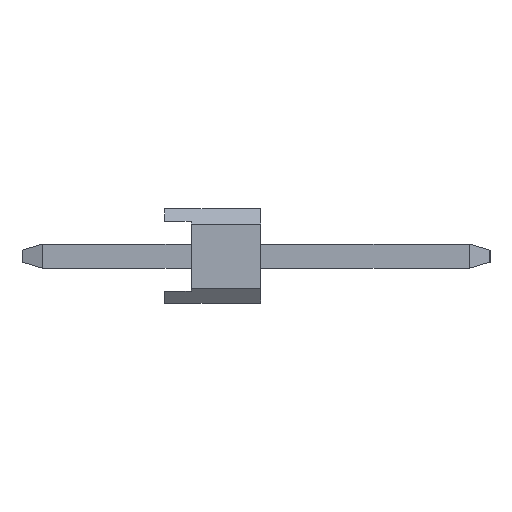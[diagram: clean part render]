
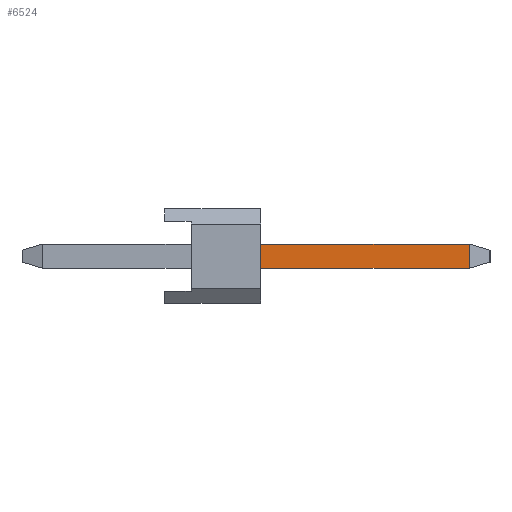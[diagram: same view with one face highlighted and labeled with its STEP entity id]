
A CAD part, left-side view. The second image highlights one B-rep face of the part: STEP entity #6524.
In plain terms, the highlighted planar face has unit normal (-1, 0, 0).
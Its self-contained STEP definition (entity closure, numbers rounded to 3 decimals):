
#4554=EDGE_CURVE('',#7262,#5832,#11177,.T.);
#4592=VERTEX_POINT('',#11218);
#4914=EDGE_CURVE('',#5832,#7226,#11573,.T.);
#5832=VERTEX_POINT('',#12583);
#6524=ADVANCED_FACE('',(#13337),#13338,.T.);
#7226=VERTEX_POINT('',#14125);
#7262=VERTEX_POINT('',#14165);
#7970=EDGE_CURVE('',#4592,#7262,#14958,.T.);
#8856=EDGE_CURVE('',#7226,#4592,#15916,.T.);
#11177=LINE('',#18935,#18936);
#11218=CARTESIAN_POINT('',(-25.72,-2.54,0.32));
#11573=LINE('',#19493,#19494);
#12583=CARTESIAN_POINT('',(-25.72,-8.074,-0.32));
#13337=FACE_OUTER_BOUND('',#22030,.T.);
#13338=PLANE('',#22031);
#14125=CARTESIAN_POINT('',(-25.72,-2.54,-0.32));
#14165=CARTESIAN_POINT('',(-25.72,-8.074,0.32));
#14958=LINE('',#24410,#24411);
#15916=LINE('',#25802,#25803);
#18935=CARTESIAN_POINT('',(-25.72,-8.074,0.5));
#18936=VECTOR('',#28755,1.0);
#19493=CARTESIAN_POINT('',(-25.72,3.234,-0.32));
#19494=VECTOR('',#29138,1.0);
#22030=EDGE_LOOP('',(#30786,#30787,#30788,#30789));
#22031=AXIS2_PLACEMENT_3D('',#30790,#30791,#30792);
#24410=CARTESIAN_POINT('',(-25.72,-2.42,0.32));
#24411=VECTOR('',#32766,1.0);
#25802=CARTESIAN_POINT('',(-25.72,-2.54,0.252));
#25803=VECTOR('',#33583,1.0);
#28755=DIRECTION('',(0.0,0.,-1.0));
#29138=DIRECTION('',(0.,1.0,0.));
#30786=ORIENTED_EDGE('',*,*,#8856,.F.);
#30787=ORIENTED_EDGE('',*,*,#4914,.F.);
#30788=ORIENTED_EDGE('',*,*,#4554,.F.);
#30789=ORIENTED_EDGE('',*,*,#7970,.F.);
#30790=CARTESIAN_POINT('',(-25.72,3.234,0.5));
#30791=DIRECTION('',(-1.0,0.,0.));
#30792=DIRECTION('',(0.,1.0,0.));
#32766=DIRECTION('',(0.,-1.0,0.));
#33583=DIRECTION('',(0.,0.,1.0));
